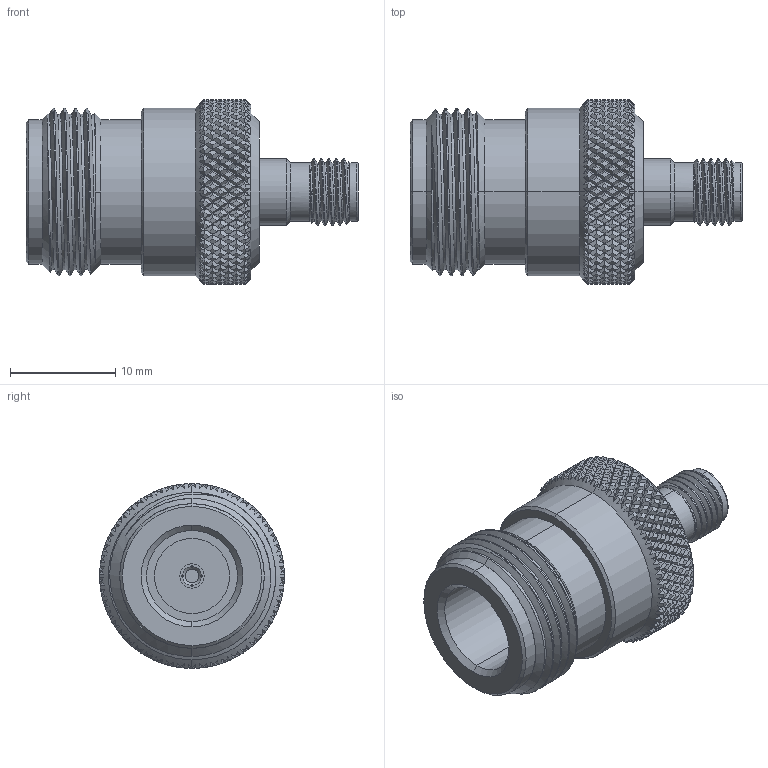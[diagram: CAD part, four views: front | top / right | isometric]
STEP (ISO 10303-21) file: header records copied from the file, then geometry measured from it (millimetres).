
FILE_DESCRIPTION (( 'STEP AP203' ), '1' );
FILE_NAME ('SM4215.step', '2019-02-06T15:05:16', ( '' ), ( '' ), 'SwSTEP 2.0', 'SolidWorks 2017', '' );
FILE_SCHEMA (( 'CONFIG_CONTROL_DESIGN' ));
Products named in the file (1): SM4215
Bounding box: 31.5 x 17.53 x 17.53 mm (x, y, z)
Volume: 3744.4 mm3; surface area: 2422.1 mm2
Topology: 1 solids, 1 shells, 1823 faces, 3894 edges, 2084 vertices
Faces by surface type: bspline 1406, cylinder 357, cone 33, plane 25, torus 2
Entity records: 77211 total; most frequent: CARTESIAN_POINT 53496, ORIENTED_EDGE 7788, EDGE_CURVE 3894, VERTEX_POINT 2084, EDGE_LOOP 1834, ADVANCED_FACE 1823, FACE_OUTER_BOUND 1823, B_SPLINE_CURVE_WITH_KNOTS 1654
